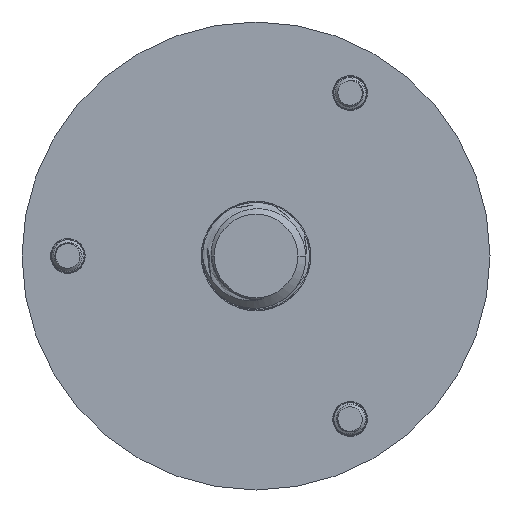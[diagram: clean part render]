
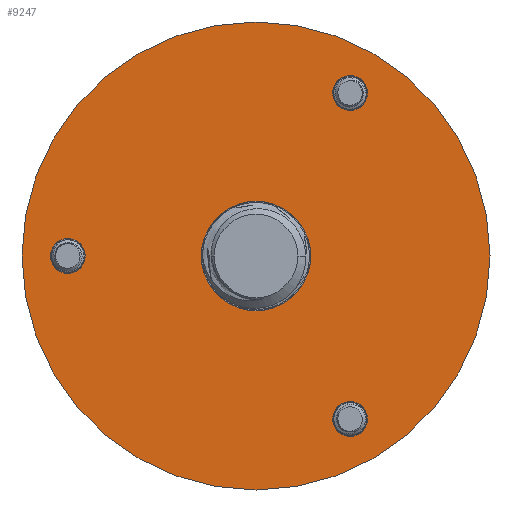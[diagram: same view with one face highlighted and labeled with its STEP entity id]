
A CAD part, front view. The second image highlights one B-rep face of the part: STEP entity #9247.
In plain terms, the highlighted planar face has unit normal (0, -1, 0).
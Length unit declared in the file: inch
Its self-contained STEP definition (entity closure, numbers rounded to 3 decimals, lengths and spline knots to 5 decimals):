
#429 = CARTESIAN_POINT ( 'NONE',  ( 0.55, 0., 1.05413 ) ) ;
#1282 = VERTEX_POINT ( 'NONE', #25516 ) ;
#1549 = EDGE_CURVE ( 'NONE', #17951, #1559, #15117, .T. ) ;
#1559 = VERTEX_POINT ( 'NONE', #25077 ) ;
#1868 = CARTESIAN_POINT ( 'NONE',  ( -1.1, 0., 0. ) ) ;
#2271 = CIRCLE ( 'NONE', #18583, 1.3675 ) ;
#2483 = AXIS2_PLACEMENT_3D ( 'NONE', #10768, #28516, #19976 ) ;
#2536 = AXIS2_PLACEMENT_3D ( 'NONE', #2807, #11668, #20425 ) ;
#2807 = CARTESIAN_POINT ( 'NONE',  ( 0.55, 0., 0.95263 ) ) ;
#3049 = FACE_BOUND ( 'NONE', #14337, .T. ) ;
#3250 = AXIS2_PLACEMENT_3D ( 'NONE', #26336, #22255, #10609 ) ;
#3573 = CARTESIAN_POINT ( 'NONE',  ( -1.1, 0., -0.1015 ) ) ;
#3612 = DIRECTION ( 'NONE',  ( 0., 0., 1. ) ) ;
#3849 = CIRCLE ( 'NONE', #7099, 0.32 ) ;
#3944 = AXIS2_PLACEMENT_3D ( 'NONE', #8857, #15763, #19954 ) ;
#4397 = EDGE_CURVE ( 'NONE', #6264, #28147, #27559, .T. ) ;
#4745 = EDGE_CURVE ( 'NONE', #20715, #16195, #8536, .T. ) ;
#5533 = CARTESIAN_POINT ( 'NONE',  ( 0., 0., 0. ) ) ;
#5692 = EDGE_CURVE ( 'NONE', #1282, #23852, #18618, .T. ) ;
#5868 = ORIENTED_EDGE ( 'NONE', *, *, #6626, .F. ) ;
#6264 = VERTEX_POINT ( 'NONE', #23548 ) ;
#6278 = CIRCLE ( 'NONE', #23469, 0.1015 ) ;
#6332 = CARTESIAN_POINT ( 'NONE',  ( 0., 0., -0.32 ) ) ;
#6626 = EDGE_CURVE ( 'NONE', #28147, #6264, #2271, .T. ) ;
#7099 = AXIS2_PLACEMENT_3D ( 'NONE', #27381, #9905, #23042 ) ;
#7478 = ORIENTED_EDGE ( 'NONE', *, *, #5692, .T. ) ;
#8058 = CARTESIAN_POINT ( 'NONE',  ( 0.55, 0., -0.95263 ) ) ;
#8140 = EDGE_LOOP ( 'NONE', ( #7478, #26292 ) ) ;
#8536 = CIRCLE ( 'NONE', #17424, 0.1015 ) ;
#8537 = CARTESIAN_POINT ( 'NONE',  ( 0.55, 0., -1.05413 ) ) ;
#8540 = VERTEX_POINT ( 'NONE', #10485 ) ;
#8636 = DIRECTION ( 'NONE',  ( 0., 0., 1. ) ) ;
#8857 = CARTESIAN_POINT ( 'NONE',  ( 0., 0., 0. ) ) ;
#9247 = ADVANCED_FACE ( 'NONE', ( #3049, #21365, #11915, #16346, #25727 ), #25439, .F. ) ;
#9522 = CIRCLE ( 'NONE', #3944, 0.32 ) ;
#9905 = DIRECTION ( 'NONE',  ( 0., 1., 0. ) ) ;
#10162 = DIRECTION ( 'NONE',  ( 0., 1., 0. ) ) ;
#10485 = CARTESIAN_POINT ( 'NONE',  ( 0., 0., 0.32 ) ) ;
#10609 = DIRECTION ( 'NONE',  ( 0., 0., 1. ) ) ;
#10768 = CARTESIAN_POINT ( 'NONE',  ( 0., 0., 0. ) ) ;
#10875 = EDGE_LOOP ( 'NONE', ( #5868, #17969 ) ) ;
#10949 = CARTESIAN_POINT ( 'NONE',  ( 0., 0., 0. ) ) ;
#11403 = ORIENTED_EDGE ( 'NONE', *, *, #4745, .T. ) ;
#11668 = DIRECTION ( 'NONE',  ( 0., 1., 0. ) ) ;
#11915 = FACE_BOUND ( 'NONE', #19803, .T. ) ;
#12302 = DIRECTION ( 'NONE',  ( 0., 1., 0. ) ) ;
#12641 = CARTESIAN_POINT ( 'NONE',  ( 0.55, 0., 0.95263 ) ) ;
#13394 = ORIENTED_EDGE ( 'NONE', *, *, #19398, .T. ) ;
#14173 = EDGE_CURVE ( 'NONE', #20811, #8540, #3849, .T. ) ;
#14337 = EDGE_LOOP ( 'NONE', ( #17540, #28634 ) ) ;
#14435 = DIRECTION ( 'NONE',  ( 0., 0., 1. ) ) ;
#14855 = AXIS2_PLACEMENT_3D ( 'NONE', #5533, #23002, #14435 ) ;
#15117 = CIRCLE ( 'NONE', #2536, 0.1015 ) ;
#15249 = CIRCLE ( 'NONE', #23589, 0.1015 ) ;
#15362 = AXIS2_PLACEMENT_3D ( 'NONE', #16897, #23555, #3612 ) ;
#15763 = DIRECTION ( 'NONE',  ( 0., 1., 0. ) ) ;
#15961 = EDGE_CURVE ( 'NONE', #8540, #20811, #9522, .T. ) ;
#16195 = VERTEX_POINT ( 'NONE', #17718 ) ;
#16346 = FACE_BOUND ( 'NONE', #24607, .T. ) ;
#16630 = CARTESIAN_POINT ( 'NONE',  ( 0., 0., -1.3675 ) ) ;
#16897 = CARTESIAN_POINT ( 'NONE',  ( -1.1, 0., 0. ) ) ;
#17010 = DIRECTION ( 'NONE',  ( 0., 0., 1. ) ) ;
#17424 = AXIS2_PLACEMENT_3D ( 'NONE', #1868, #26330, #21807 ) ;
#17540 = ORIENTED_EDGE ( 'NONE', *, *, #15961, .T. ) ;
#17718 = CARTESIAN_POINT ( 'NONE',  ( -1.1, 0., 0.1015 ) ) ;
#17951 = VERTEX_POINT ( 'NONE', #429 ) ;
#17969 = ORIENTED_EDGE ( 'NONE', *, *, #4397, .F. ) ;
#18148 = ORIENTED_EDGE ( 'NONE', *, *, #25932, .T. ) ;
#18201 = EDGE_CURVE ( 'NONE', #23852, #1282, #15249, .T. ) ;
#18583 = AXIS2_PLACEMENT_3D ( 'NONE', #10949, #24239, #8636 ) ;
#18618 = CIRCLE ( 'NONE', #3250, 0.1015 ) ;
#19067 = DIRECTION ( 'NONE',  ( 0., 0., 1. ) ) ;
#19398 = EDGE_CURVE ( 'NONE', #1559, #17951, #6278, .T. ) ;
#19803 = EDGE_LOOP ( 'NONE', ( #21064, #13394 ) ) ;
#19954 = DIRECTION ( 'NONE',  ( 0., 0., 1. ) ) ;
#19976 = DIRECTION ( 'NONE',  ( 0., 0., 1. ) ) ;
#20425 = DIRECTION ( 'NONE',  ( 0., 0., 1. ) ) ;
#20715 = VERTEX_POINT ( 'NONE', #3573 ) ;
#20811 = VERTEX_POINT ( 'NONE', #6332 ) ;
#21064 = ORIENTED_EDGE ( 'NONE', *, *, #1549, .T. ) ;
#21365 = FACE_BOUND ( 'NONE', #8140, .T. ) ;
#21807 = DIRECTION ( 'NONE',  ( 0., 0., 1. ) ) ;
#22255 = DIRECTION ( 'NONE',  ( 0., 1., 0. ) ) ;
#23002 = DIRECTION ( 'NONE',  ( 0., 1., 0. ) ) ;
#23042 = DIRECTION ( 'NONE',  ( 0., 0., 1. ) ) ;
#23469 = AXIS2_PLACEMENT_3D ( 'NONE', #12641, #10162, #19067 ) ;
#23548 = CARTESIAN_POINT ( 'NONE',  ( 0., 0., 1.3675 ) ) ;
#23555 = DIRECTION ( 'NONE',  ( 0., 1., 0. ) ) ;
#23589 = AXIS2_PLACEMENT_3D ( 'NONE', #8058, #12302, #17010 ) ;
#23852 = VERTEX_POINT ( 'NONE', #8537 ) ;
#24239 = DIRECTION ( 'NONE',  ( 0., 1., 0. ) ) ;
#24607 = EDGE_LOOP ( 'NONE', ( #18148, #11403 ) ) ;
#25077 = CARTESIAN_POINT ( 'NONE',  ( 0.55, 0., 0.85113 ) ) ;
#25439 = PLANE ( 'NONE',  #14855 ) ;
#25516 = CARTESIAN_POINT ( 'NONE',  ( 0.55, 0., -0.85113 ) ) ;
#25545 = CIRCLE ( 'NONE', #15362, 0.1015 ) ;
#25727 = FACE_OUTER_BOUND ( 'NONE', #10875, .T. ) ;
#25932 = EDGE_CURVE ( 'NONE', #16195, #20715, #25545, .T. ) ;
#26292 = ORIENTED_EDGE ( 'NONE', *, *, #18201, .T. ) ;
#26330 = DIRECTION ( 'NONE',  ( 0., 1., 0. ) ) ;
#26336 = CARTESIAN_POINT ( 'NONE',  ( 0.55, 0., -0.95263 ) ) ;
#27381 = CARTESIAN_POINT ( 'NONE',  ( 0., 0., 0. ) ) ;
#27559 = CIRCLE ( 'NONE', #2483, 1.3675 ) ;
#28147 = VERTEX_POINT ( 'NONE', #16630 ) ;
#28516 = DIRECTION ( 'NONE',  ( 0., 1., 0. ) ) ;
#28634 = ORIENTED_EDGE ( 'NONE', *, *, #14173, .T. ) ;
